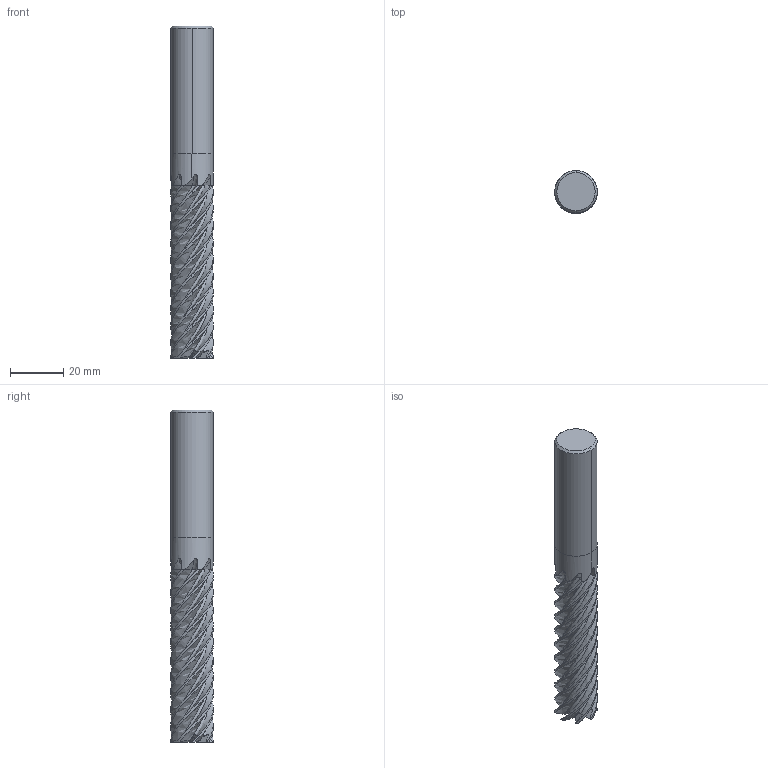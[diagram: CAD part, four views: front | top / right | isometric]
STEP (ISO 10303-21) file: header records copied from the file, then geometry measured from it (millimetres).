
FILE_DESCRIPTION(('no description'),'unknown implementation level');
FILE_NAME('K201533-16X65-Detail.stp',' ',('CIMSOURCE GmbH'),('CADClick - KiM GmbH - www.kimweb.de'),'unknown preprocess','ACIS','unknown authorization');
FILE_SCHEMA(('automotive_design'));
Length unit declared in the file: millimetre
Products named in the file (2): NOCUT; CUT
Bounding box: 16 x 16 x 125 mm (x, y, z)
Volume: 20465.6 mm3; surface area: 12106.4 mm2
Topology: 2 solids, 2 shells, 226 faces, 671 edges, 449 vertices
Faces by surface type: plane 90, bspline 64, cone 34, revolution 28, cylinder 10
Entity records: 54627 total; most frequent: CARTESIAN_POINT 41774, STYLED_ITEM 1348, PRESENTATION_STYLE_ASSIGNMENT 1348, COLOUR_RGB 1348, ORIENTED_EDGE 1342, DIRECTION 838, EDGE_CURVE 671, CURVE_STYLE 671
